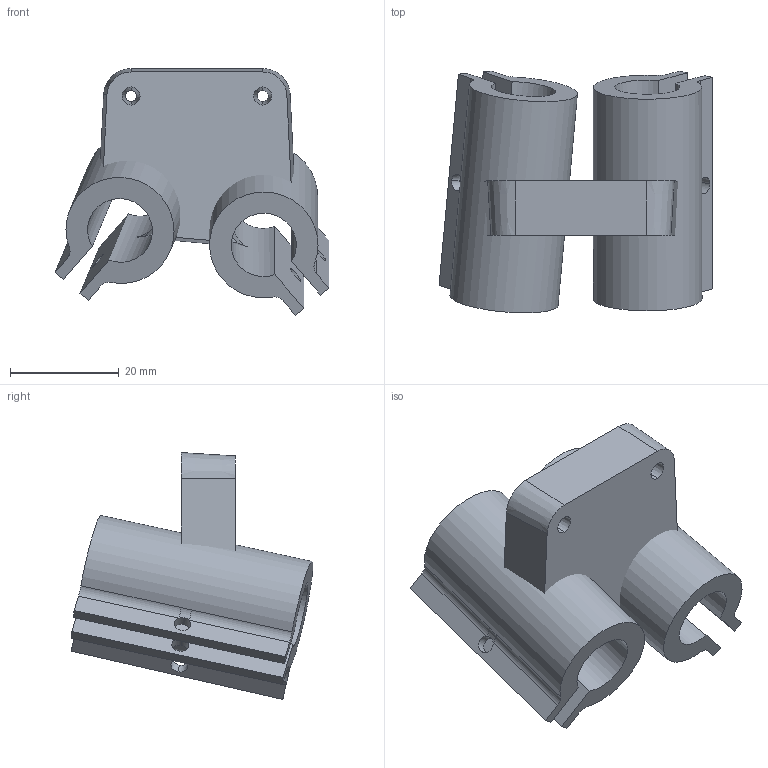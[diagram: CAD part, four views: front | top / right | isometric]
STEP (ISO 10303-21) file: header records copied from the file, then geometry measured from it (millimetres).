
FILE_DESCRIPTION (( 'STEP AP203' ), '1' );
FILE_NAME ('The laser mount_one part.STEP', '2024-06-27T23:18:54', ( '' ), ( '' ), 'SwSTEP 2.0', 'SolidWorks 2023', '' );
FILE_SCHEMA (( 'CONFIG_CONTROL_DESIGN' ));
Length unit declared in the file: millimetre
Products named in the file (1): The laser mount_one part
Bounding box: 50.49 x 44.58 x 45.49 mm (x, y, z)
Volume: 24483.3 mm3; surface area: 13520.2 mm2
Topology: 3 solids, 3 shells, 54 faces, 148 edges, 96 vertices
Faces by surface type: plane 22, cylinder 20, cone 6, bspline 6
Entity records: 2349 total; most frequent: CARTESIAN_POINT 869, ORIENTED_EDGE 296, DIRECTION 294, EDGE_CURVE 148, AXIS2_PLACEMENT_3D 109, VERTEX_POINT 96, LINE 76, VECTOR 76
